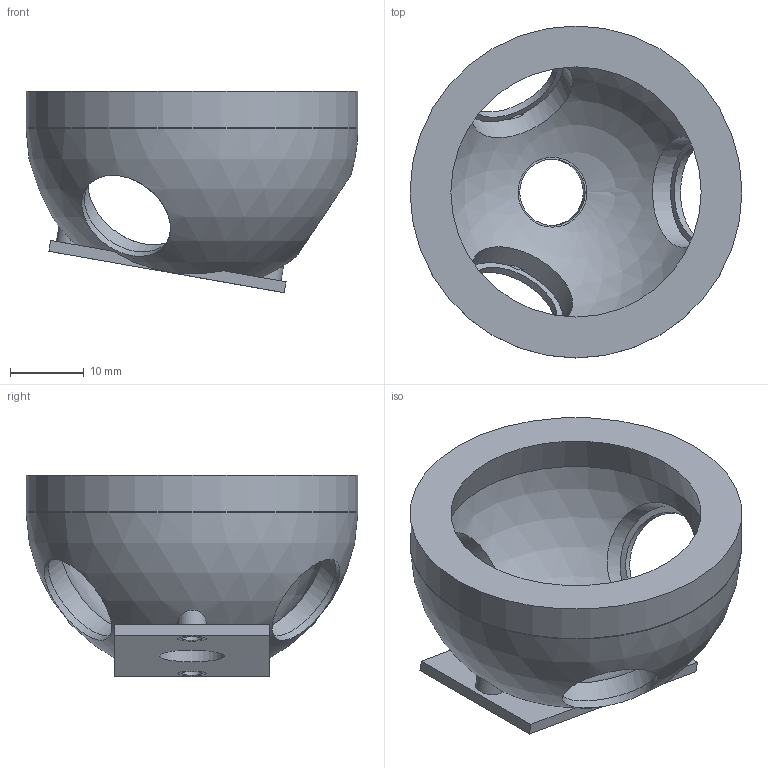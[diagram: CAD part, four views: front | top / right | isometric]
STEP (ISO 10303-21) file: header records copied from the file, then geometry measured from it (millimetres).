
FILE_DESCRIPTION(('FreeCAD Model'),'2;1');
FILE_NAME('Open CASCADE Shape Model','2022-02-22T14:48:31',(''),(''), 'Open CASCADE STEP processor 7.5','FreeCAD','Unknown');
FILE_SCHEMA(('AUTOMOTIVE_DESIGN { 1 0 10303 214 1 1 1 1 }'));
Length unit declared in the file: millimetre
Products named in the file (1): union009
Bounding box: 45 x 45 x 27.31 mm (x, y, z)
Volume: 10566.8 mm3; surface area: 7652.5 mm2
Topology: 1 solids, 1 shells, 41 faces, 93 edges, 62 vertices
Faces by surface type: plane 22, cylinder 12, cone 5, sphere 2
Full cylindrical faces by diameter (mm): 9 x1, 13.2 x3, 15 x3, 45 x2
Entity records: 6163 total; most frequent: CARTESIAN_POINT 4050, DIRECTION 350, ORIENTED_EDGE 186, PCURVE 186, DEFINITIONAL_REPRESENTATION 186, LINE 140, VECTOR 140, EDGE_CURVE 93
